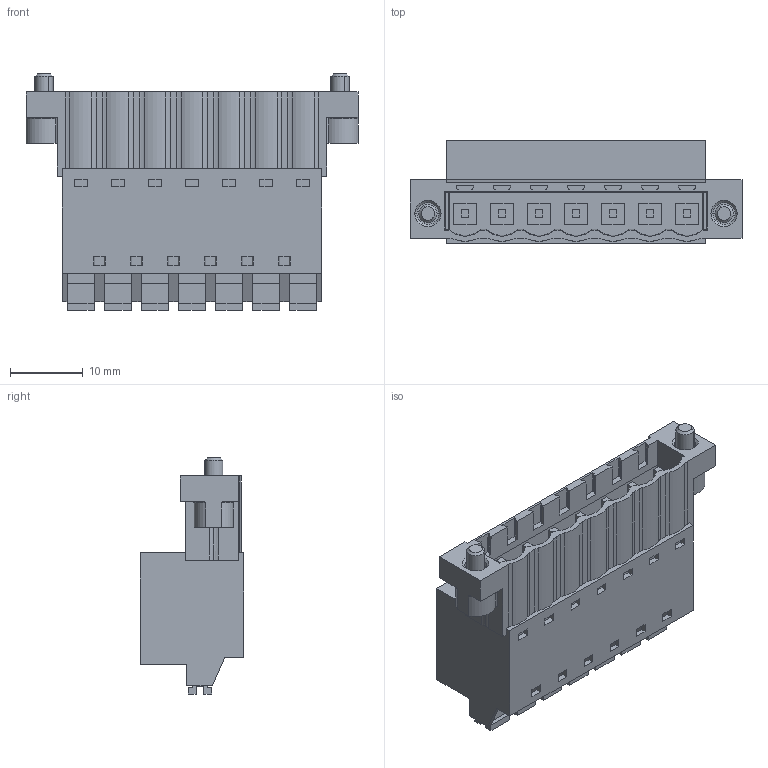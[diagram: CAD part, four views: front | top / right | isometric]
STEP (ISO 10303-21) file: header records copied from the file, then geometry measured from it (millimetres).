
FILE_DESCRIPTION(('CATIA V5 STEP Exchange','CAx-IF Rec.Pracs.--- Model Styling and Organization---1.4--- 2014-01-23'),'2;1');
FILE_NAME ('011744-2_0_1336440000_1336440000.stp','2022-05-23T12:45:35+00:00',('none'),('Weidmueller'),'CATIA Version 5-6 Release 2016 SP3 HF44','CATIA V5 STEP AP214','none');
FILE_SCHEMA(('AUTOMOTIVE_DESIGN { 1 0 10303 214 1 1 1 1 }'));
Length unit declared in the file: millimetre
Products named in the file (1): 1336440000
Bounding box: 45.56 x 14.2 x 32.4 mm (x, y, z)
Volume: 8253.2 mm3; surface area: 7972.4 mm2
Topology: 17 solids, 17 shells, 796 faces, 2092 edges, 1370 vertices
Faces by surface type: plane 663, cylinder 95, cone 20, extrusion 14, torus 4
Entity records: 23296 total; most frequent: CARTESIAN_POINT 4924, ORIENTED_EDGE 4184, DIRECTION 2982, EDGE_CURVE 2092, VECTOR 1825, LINE 1811, VERTEX_POINT 1370, EDGE_LOOP 878
